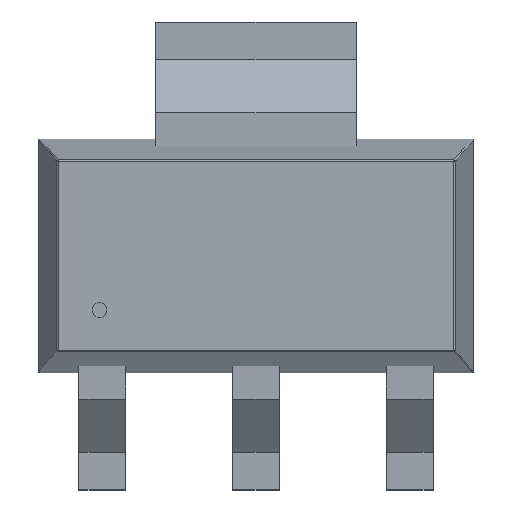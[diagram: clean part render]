
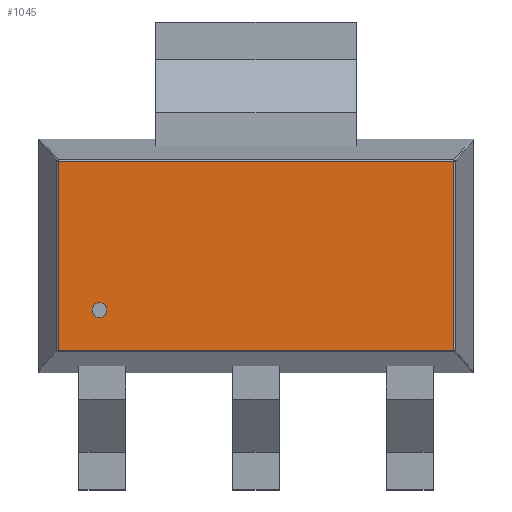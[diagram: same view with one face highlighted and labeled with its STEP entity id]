
A CAD part, top view. The second image highlights one B-rep face of the part: STEP entity #1045.
In plain terms, the highlighted planar face has unit normal (0, 0, 1).
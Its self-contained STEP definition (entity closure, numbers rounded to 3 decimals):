
#1045=ADVANCED_FACE('',(#1046,#1057),#1091,.F.);
#1046=FACE_BOUND('',#1047,.T.);
#1047=EDGE_LOOP('',(#1048));
#1048=ORIENTED_EDGE('',*,*,#1049,.T.);
#1049=EDGE_CURVE('',#1050,#1050,#1052,.T.);
#1050=VERTEX_POINT('',#1051);
#1051=CARTESIAN_POINT('',(-2.45,-0.813,0.0));
#1052=CIRCLE('',#1053,0.109);
#1053=AXIS2_PLACEMENT_3D('',#1054,#1055,#1056);
#1054=CARTESIAN_POINT('',(-2.34,-0.813,0.0));
#1055=DIRECTION('',(0.0,0.0,-1.0));
#1056=DIRECTION('',(-1.0,0.0,0.0));
#1057=FACE_BOUND('',#1058,.T.);
#1058=EDGE_LOOP('',(#1059,#1069,#1077,#1085));
#1059=ORIENTED_EDGE('',*,*,#1060,.T.);
#1060=EDGE_CURVE('',#1061,#1063,#1065,.F.);
#1061=VERTEX_POINT('',#1062);
#1062=CARTESIAN_POINT('',(2.959,-1.414,0.0));
#1063=VERTEX_POINT('',#1064);
#1064=CARTESIAN_POINT('',(2.959,1.414,0.0));
#1065=LINE('',#1066,#1067);
#1066=CARTESIAN_POINT('',(2.959,1.43,0.0));
#1067=VECTOR('',#1068,1.0);
#1068=DIRECTION('',(0.0,-1.0,0.0));
#1069=ORIENTED_EDGE('',*,*,#1070,.T.);
#1070=EDGE_CURVE('',#1063,#1071,#1073,.T.);
#1071=VERTEX_POINT('',#1072);
#1072=CARTESIAN_POINT('',(-2.959,1.414,0.0));
#1073=LINE('',#1074,#1075);
#1074=CARTESIAN_POINT('',(-2.975,1.414,0.0));
#1075=VECTOR('',#1076,1.0);
#1076=DIRECTION('',(-1.0,0.0,0.0));
#1077=ORIENTED_EDGE('',*,*,#1078,.T.);
#1078=EDGE_CURVE('',#1071,#1079,#1081,.T.);
#1079=VERTEX_POINT('',#1080);
#1080=CARTESIAN_POINT('',(-2.959,-1.414,0.0));
#1081=LINE('',#1082,#1083);
#1082=CARTESIAN_POINT('',(-2.959,0.0,0.0));
#1083=VECTOR('',#1084,1.0);
#1084=DIRECTION('',(0.0,-1.0,0.0));
#1085=ORIENTED_EDGE('',*,*,#1086,.T.);
#1086=EDGE_CURVE('',#1079,#1061,#1087,.F.);
#1087=LINE('',#1088,#1089);
#1088=CARTESIAN_POINT('',(0.0,-1.414,0.0));
#1089=VECTOR('',#1090,1.0);
#1090=DIRECTION('',(-1.0,0.0,0.0));
#1091=PLANE('',#1092);
#1092=AXIS2_PLACEMENT_3D('',#1093,#1094,#1095);
#1093=CARTESIAN_POINT('',(0.0,0.0,0.0));
#1094=DIRECTION('',(0.0,0.0,-1.0));
#1095=DIRECTION('',(-1.0,0.0,0.0));
